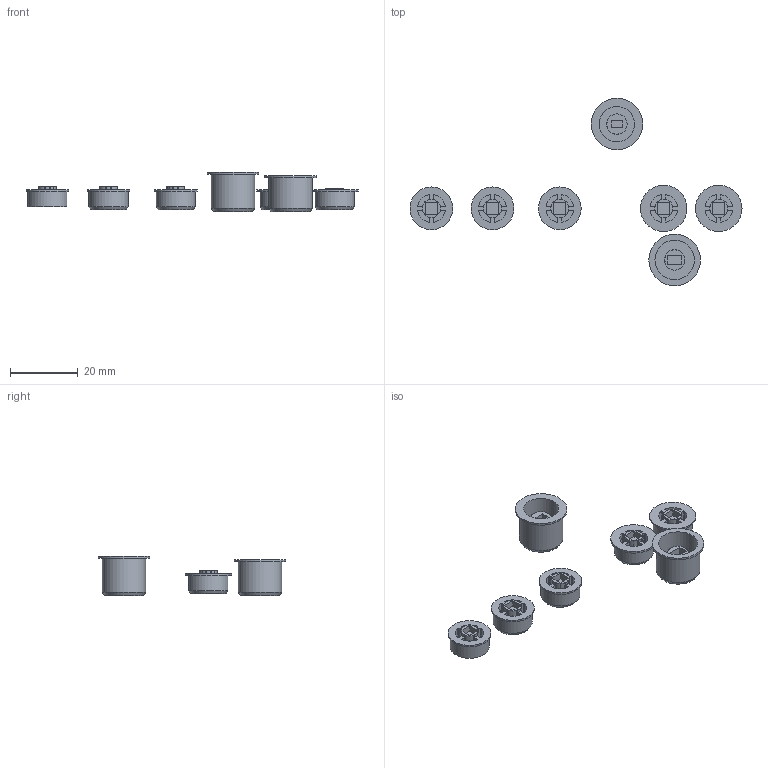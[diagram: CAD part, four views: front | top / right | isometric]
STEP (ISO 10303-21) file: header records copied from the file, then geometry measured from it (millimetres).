
FILE_DESCRIPTION(/* description */ (''),/* implementation_level */ '2;1');
FILE_NAME(/* name */ 'button caps v3.step',/* time_stamp */ '2020-11-20T15:24:30-07:00',/* author */ (''),/* organization */ (''),/* preprocessor_version */ 'ST-DEVELOPER v18.1',/* originating_system */ 'Autodesk Translation Framework v9.3.0.1241',/* authorisation */ '');
FILE_SCHEMA (('AUTOMOTIVE_DESIGN { 1 0 10303 214 3 1 1 }'));
Length unit declared in the file: millimetre
Products named in the file (1): button caps
Bounding box: 97.74 x 55.2 x 11.6 mm (x, y, z)
Volume: 4029.8 mm3; surface area: 5927.2 mm2
Topology: 7 solids, 7 shells, 457 faces, 1227 edges, 816 vertices
Faces by surface type: plane 275, cylinder 94, bspline 82, cone 6
Full cylindrical faces by diameter (mm): 3.271 x1, 6.871 x1, 10.4 x1, 11.52 x5, 11.6 x1, 12.6 x3, 12.8 x2, 13.68 x2, 15.2 x2
Entity records: 15014 total; most frequent: CARTESIAN_POINT 3895, ORIENTED_EDGE 2454, DIRECTION 2009, EDGE_CURVE 1227, LINE 869, VECTOR 869, VERTEX_POINT 816, AXIS2_PLACEMENT_3D 570
